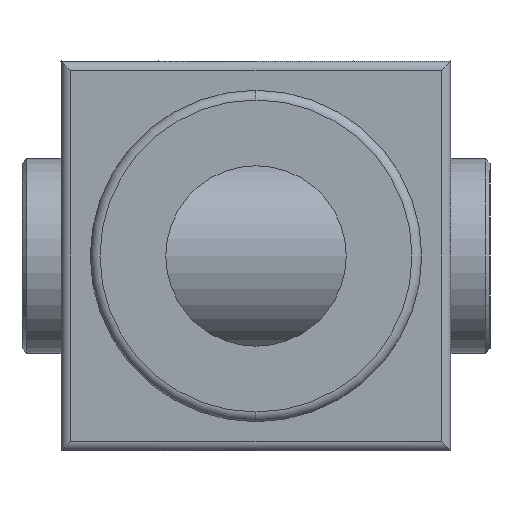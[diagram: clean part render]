
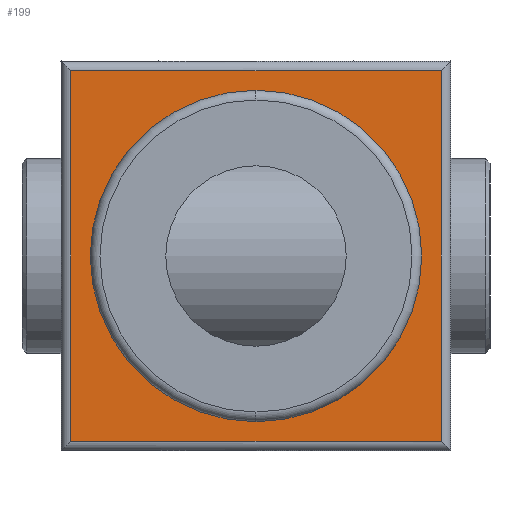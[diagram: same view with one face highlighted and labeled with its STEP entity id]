
A CAD part, left-side view. The second image highlights one B-rep face of the part: STEP entity #199.
In plain terms, the highlighted planar face has unit normal (-1, 0, 0).
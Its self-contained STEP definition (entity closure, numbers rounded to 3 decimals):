
#7 = VERTEX_POINT ( 'NONE', #371 ) ;
#9 = EDGE_CURVE ( 'NONE', #735, #966, #711, .T. ) ;
#24 = DIRECTION ( 'NONE',  ( 0., 0., 1. ) ) ;
#60 = CIRCLE ( 'NONE', #384, 17. ) ;
#73 = DIRECTION ( 'NONE',  ( 0., 0., 1. ) ) ;
#89 = ORIENTED_EDGE ( 'NONE', *, *, #648, .T. ) ;
#96 = CIRCLE ( 'NONE', #508, 17. ) ;
#97 = EDGE_CURVE ( 'NONE', #217, #477, #60, .T. ) ;
#134 = ORIENTED_EDGE ( 'NONE', *, *, #796, .F. ) ;
#142 = CARTESIAN_POINT ( 'NONE',  ( -37.5, -19., 19. ) ) ;
#144 = CARTESIAN_POINT ( 'NONE',  ( -37.5, 19., 20. ) ) ;
#149 = ORIENTED_EDGE ( 'NONE', *, *, #97, .F. ) ;
#175 = FACE_OUTER_BOUND ( 'NONE', #406, .T. ) ;
#199 = ADVANCED_FACE ( 'NONE', ( #175, #402 ), #475, .T. ) ;
#212 = EDGE_CURVE ( 'NONE', #719, #735, #343, .T. ) ;
#217 = VERTEX_POINT ( 'NONE', #994 ) ;
#245 = EDGE_CURVE ( 'NONE', #966, #7, #521, .T. ) ;
#298 = ORIENTED_EDGE ( 'NONE', *, *, #245, .T. ) ;
#312 = CARTESIAN_POINT ( 'NONE',  ( -37.5, 0., 0. ) ) ;
#343 = LINE ( 'NONE', #908, #747 ) ;
#352 = DIRECTION ( 'NONE',  ( 0., -1., 0. ) ) ;
#354 = CARTESIAN_POINT ( 'NONE',  ( -37.5, 19., 19. ) ) ;
#360 = VECTOR ( 'NONE', #352, 1000. ) ;
#366 = CARTESIAN_POINT ( 'NONE',  ( -37.5, -19., -19. ) ) ;
#370 = DIRECTION ( 'NONE',  ( 0., 0., 1. ) ) ;
#371 = CARTESIAN_POINT ( 'NONE',  ( -37.5, 19., -19. ) ) ;
#378 = CARTESIAN_POINT ( 'NONE',  ( -37.5, 0., 19. ) ) ;
#384 = AXIS2_PLACEMENT_3D ( 'NONE', #312, #855, #395 ) ;
#395 = DIRECTION ( 'NONE',  ( 0., 0., 1. ) ) ;
#402 = FACE_BOUND ( 'NONE', #878, .T. ) ;
#406 = EDGE_LOOP ( 'NONE', ( #298, #89, #420, #611 ) ) ;
#420 = ORIENTED_EDGE ( 'NONE', *, *, #212, .T. ) ;
#475 = PLANE ( 'NONE',  #811 ) ;
#477 = VERTEX_POINT ( 'NONE', #874 ) ;
#508 = AXIS2_PLACEMENT_3D ( 'NONE', #1001, #527, #73 ) ;
#509 = VECTOR ( 'NONE', #751, 1000. ) ;
#521 = LINE ( 'NONE', #144, #946 ) ;
#527 = DIRECTION ( 'NONE',  ( -1., 0., 0. ) ) ;
#553 = DIRECTION ( 'NONE',  ( -1., 0., 0. ) ) ;
#557 = LINE ( 'NONE', #581, #360 ) ;
#581 = CARTESIAN_POINT ( 'NONE',  ( -37.5, -20., -19. ) ) ;
#600 = DIRECTION ( 'NONE',  ( 0., 0., -1. ) ) ;
#611 = ORIENTED_EDGE ( 'NONE', *, *, #9, .T. ) ;
#648 = EDGE_CURVE ( 'NONE', #7, #719, #557, .T. ) ;
#711 = LINE ( 'NONE', #378, #509 ) ;
#719 = VERTEX_POINT ( 'NONE', #366 ) ;
#735 = VERTEX_POINT ( 'NONE', #142 ) ;
#747 = VECTOR ( 'NONE', #370, 1000. ) ;
#751 = DIRECTION ( 'NONE',  ( 0., 1., 0. ) ) ;
#796 = EDGE_CURVE ( 'NONE', #477, #217, #96, .T. ) ;
#811 = AXIS2_PLACEMENT_3D ( 'NONE', #952, #553, #24 ) ;
#855 = DIRECTION ( 'NONE',  ( -1., 0., 0. ) ) ;
#874 = CARTESIAN_POINT ( 'NONE',  ( -37.5, 0., -17. ) ) ;
#878 = EDGE_LOOP ( 'NONE', ( #134, #149 ) ) ;
#908 = CARTESIAN_POINT ( 'NONE',  ( -37.5, -19., 20. ) ) ;
#946 = VECTOR ( 'NONE', #600, 1000. ) ;
#952 = CARTESIAN_POINT ( 'NONE',  ( -37.5, 0., 20. ) ) ;
#966 = VERTEX_POINT ( 'NONE', #354 ) ;
#994 = CARTESIAN_POINT ( 'NONE',  ( -37.5, 0., 17. ) ) ;
#1001 = CARTESIAN_POINT ( 'NONE',  ( -37.5, 0., 0. ) ) ;
